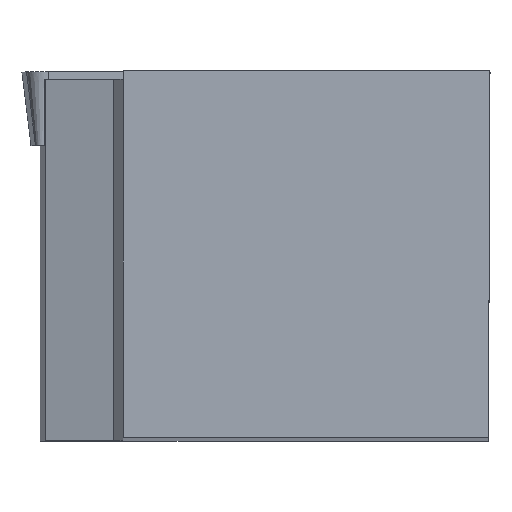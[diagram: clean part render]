
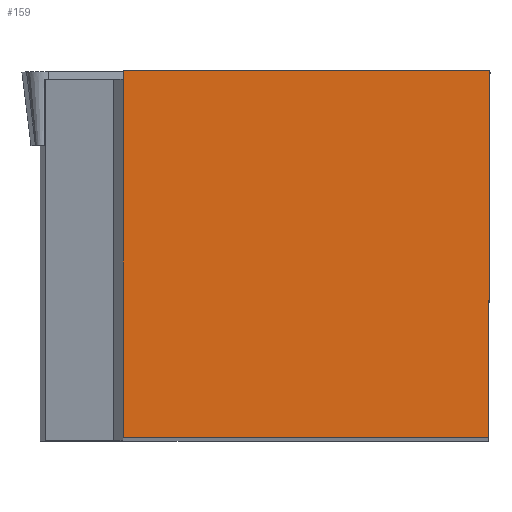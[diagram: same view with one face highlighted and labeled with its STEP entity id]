
A CAD part, top view. The second image highlights one B-rep face of the part: STEP entity #159.
In plain terms, the highlighted planar face has unit normal (0, 0, 1).
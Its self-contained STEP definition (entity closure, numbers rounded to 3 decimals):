
#127=FACE_OUTER_BOUND('',#365,.T.);
#159=ADVANCED_FACE('BLANK_BOXF006',(#127),#185,.F.);
#185=PLANE('',#799);
#209=LINE('',#1095,#268);
#218=LINE('',#1113,#277);
#234=LINE('',#1148,#293);
#236=LINE('',#1151,#295);
#268=VECTOR('',#890,1.);
#277=VECTOR('',#903,1.);
#293=VECTOR('',#927,1.);
#295=VECTOR('',#931,1.);
#365=EDGE_LOOP('',(#503,#504,#505,#506));
#503=ORIENTED_EDGE('',*,*,#650,.F.);
#504=ORIENTED_EDGE('',*,*,#630,.F.);
#505=ORIENTED_EDGE('',*,*,#621,.F.);
#506=ORIENTED_EDGE('',*,*,#648,.F.);
#559=VERTEX_POINT('',#1094);
#560=VERTEX_POINT('',#1096);
#567=VERTEX_POINT('',#1114);
#581=VERTEX_POINT('',#1147);
#621=EDGE_CURVE('',#559,#560,#209,.T.);
#630=EDGE_CURVE('',#560,#567,#218,.T.);
#648=EDGE_CURVE('',#581,#559,#234,.T.);
#650=EDGE_CURVE('',#567,#581,#236,.T.);
#799=AXIS2_PLACEMENT_3D('',#1191,#968,#969);
#890=DIRECTION('',(-0.004,-1.,0.));
#903=DIRECTION('',(-1.,0.,0.));
#927=DIRECTION('',(1.,0.,0.));
#931=DIRECTION('',(0.,1.,0.));
#968=DIRECTION('',(0.,0.,-1.));
#969=DIRECTION('',(-1.,0.,0.));
#1094=CARTESIAN_POINT('',(0.,19.875,0.));
#1095=CARTESIAN_POINT('',(0.534,142.349,0.));
#1096=CARTESIAN_POINT('',(-0.087,0.,0.));
#1113=CARTESIAN_POINT('',(142.35,0.,0.));
#1114=CARTESIAN_POINT('',(-19.875,0.,0.));
#1147=CARTESIAN_POINT('',(-19.875,19.875,0.));
#1148=CARTESIAN_POINT('',(-142.35,19.875,0.));
#1151=CARTESIAN_POINT('',(-19.875,-142.35,0.));
#1191=CARTESIAN_POINT('',(-41.35,-5.,0.));
